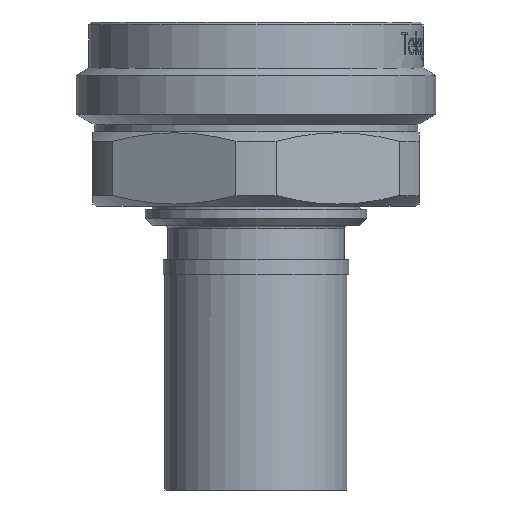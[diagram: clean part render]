
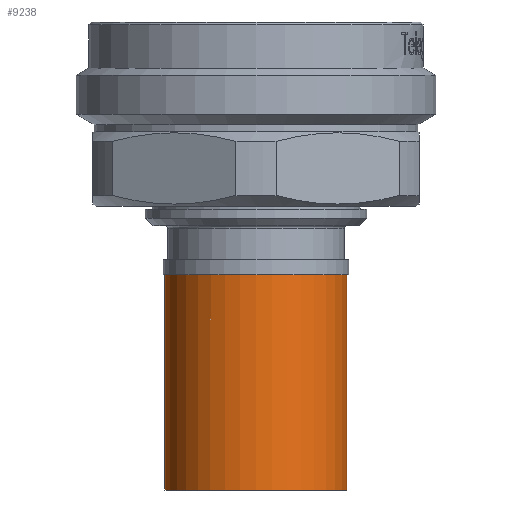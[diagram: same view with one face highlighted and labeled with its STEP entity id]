
A CAD part, front view. The second image highlights one B-rep face of the part: STEP entity #9238.
In plain terms, the highlighted cylindrical face has radius 6.125 mm (diameter 12.25 mm), a partial arc.
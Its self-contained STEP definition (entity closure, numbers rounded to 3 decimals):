
#58 = DIRECTION ( 'NONE',  ( 1., 0., 0. ) ) ;
#586 = DIRECTION ( 'NONE',  ( 0., 0., 1. ) ) ;
#750 = CARTESIAN_POINT ( 'NONE',  ( -6.125, 0., -31.5 ) ) ;
#818 = CIRCLE ( 'NONE', #17865, 6.125 ) ;
#887 = EDGE_CURVE ( 'NONE', #9041, #8726, #5772, .T. ) ;
#1040 = DIRECTION ( 'NONE',  ( 0., 0., 1. ) ) ;
#1677 = ORIENTED_EDGE ( 'NONE', *, *, #5153, .T. ) ;
#1704 = CYLINDRICAL_SURFACE ( 'NONE', #10243, 6.125 ) ;
#1845 = EDGE_CURVE ( 'NONE', #9041, #4749, #2539, .T. ) ;
#2302 = EDGE_CURVE ( 'NONE', #4749, #16810, #16684, .T. ) ;
#2539 = CIRCLE ( 'NONE', #7938, 6.125 ) ;
#4114 = FACE_OUTER_BOUND ( 'NONE', #15895, .T. ) ;
#4690 = CARTESIAN_POINT ( 'NONE',  ( 0., 0., -17. ) ) ;
#4749 = VERTEX_POINT ( 'NONE', #8629 ) ;
#5153 = EDGE_CURVE ( 'NONE', #16810, #8726, #818, .T. ) ;
#5691 = ORIENTED_EDGE ( 'NONE', *, *, #2302, .T. ) ;
#5772 = LINE ( 'NONE', #17660, #8640 ) ;
#7513 = DIRECTION ( 'NONE',  ( 0., 0., -1. ) ) ;
#7938 = AXIS2_PLACEMENT_3D ( 'NONE', #12414, #1040, #13824 ) ;
#8440 = DIRECTION ( 'NONE',  ( 0., 0., 1. ) ) ;
#8629 = CARTESIAN_POINT ( 'NONE',  ( 6.125, 0., -31.5 ) ) ;
#8640 = VECTOR ( 'NONE', #586, 1000. ) ;
#8726 = VERTEX_POINT ( 'NONE', #17088 ) ;
#8758 = DIRECTION ( 'NONE',  ( 1., 0., 0. ) ) ;
#9041 = VERTEX_POINT ( 'NONE', #750 ) ;
#9238 = ADVANCED_FACE ( 'NONE', ( #4114 ), #1704, .T. ) ;
#10226 = VECTOR ( 'NONE', #12134, 1000. ) ;
#10243 = AXIS2_PLACEMENT_3D ( 'NONE', #14202, #8440, #58 ) ;
#11431 = ORIENTED_EDGE ( 'NONE', *, *, #887, .F. ) ;
#12134 = DIRECTION ( 'NONE',  ( 0., 0., 1. ) ) ;
#12414 = CARTESIAN_POINT ( 'NONE',  ( 0., 0., -31.5 ) ) ;
#13739 = CARTESIAN_POINT ( 'NONE',  ( 6.125, 0., -16.582 ) ) ;
#13824 = DIRECTION ( 'NONE',  ( 1., 0., 0. ) ) ;
#14035 = CARTESIAN_POINT ( 'NONE',  ( 6.125, 0., -17. ) ) ;
#14202 = CARTESIAN_POINT ( 'NONE',  ( 0., 0., -16.582 ) ) ;
#15715 = ORIENTED_EDGE ( 'NONE', *, *, #1845, .T. ) ;
#15895 = EDGE_LOOP ( 'NONE', ( #11431, #15715, #5691, #1677 ) ) ;
#16684 = LINE ( 'NONE', #13739, #10226 ) ;
#16810 = VERTEX_POINT ( 'NONE', #14035 ) ;
#17088 = CARTESIAN_POINT ( 'NONE',  ( -6.125, 0., -17. ) ) ;
#17660 = CARTESIAN_POINT ( 'NONE',  ( -6.125, 0., -16.582 ) ) ;
#17865 = AXIS2_PLACEMENT_3D ( 'NONE', #4690, #7513, #8758 ) ;
